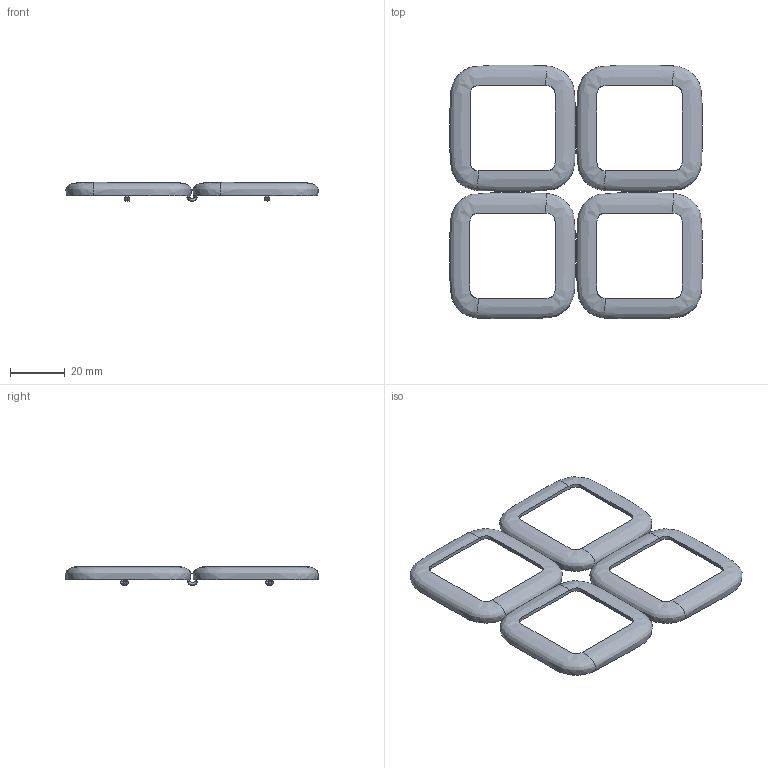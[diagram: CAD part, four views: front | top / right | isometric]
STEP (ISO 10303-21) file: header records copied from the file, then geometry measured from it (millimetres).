
FILE_DESCRIPTION(/* description */ (''),/* implementation_level */ '2;1');
FILE_NAME(/* name */ 'tops',/* time_stamp */ '2015-05-13T11:46:40-07:00',/* author */ (''),/* organization */ (''),/* preprocessor_version */ 'ST-DEVELOPER v15',/* originating_system */ '',/* authorisation */ '');
FILE_SCHEMA (('AUTOMOTIVE_DESIGN'));
Length unit declared in the file: inch
Products named in the file (4): Document; Printing Link; Button peg; Top latch
Assembly tree (68 placements, depth 2):
  Document
    Printing Link  x4
    Button peg  x32
    Top latch  x32
Bounding box: 92.01 x 92.24 x 6.99 mm (x, y, z)
Volume: 7782.5 mm3; surface area: 15341.4 mm2
Topology: 40 solids, 72 shells, 764 faces, 1860 edges, 1172 vertices
Faces by surface type: bspline 384, plane 380
Entity records: 12717 total; most frequent: CARTESIAN_POINT 9483, ORIENTED_EDGE 832, EDGE_CURVE 419, B_SPLINE_CURVE_WITH_KNOTS 363, VERTEX_POINT 280, DIRECTION 191, EDGE_LOOP 166, ADVANCED_FACE 154
